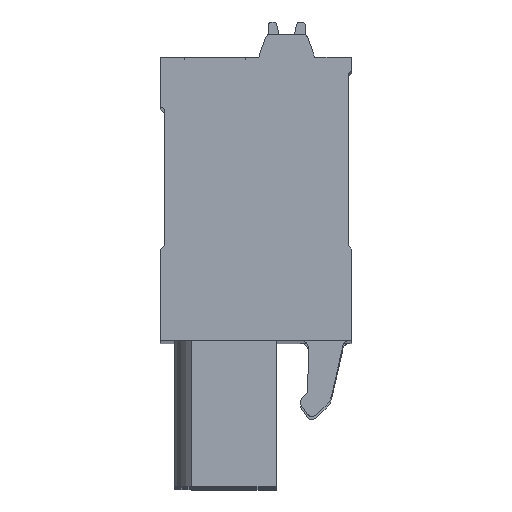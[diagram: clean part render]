
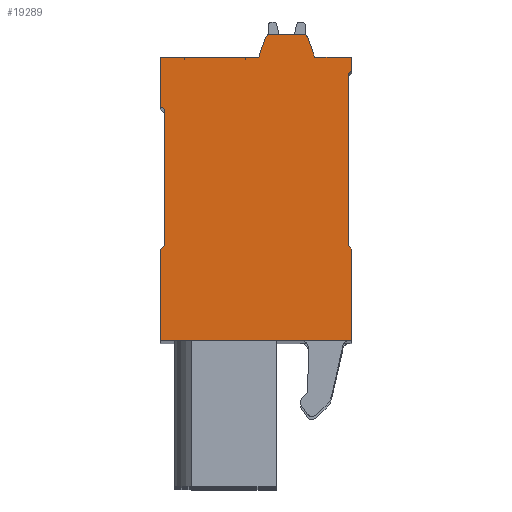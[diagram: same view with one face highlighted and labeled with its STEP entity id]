
A CAD part, top view. The second image highlights one B-rep face of the part: STEP entity #19289.
In plain terms, the highlighted planar face has unit normal (0, 0, 1).
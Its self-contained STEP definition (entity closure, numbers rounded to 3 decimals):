
#79=DIRECTION('',(1.,0.,0.));
#80=VECTOR('',#79,10.9);
#81=CARTESIAN_POINT('',(2.897,12.335,2.54));
#82=LINE('',#81,#80);
#2501=DIRECTION('',(0.,-1.,0.));
#2502=VECTOR('',#2501,5.2);
#2503=CARTESIAN_POINT('',(2.897,17.535,2.54));
#2504=LINE('',#2503,#2502);
#2505=DIRECTION('',(-0.781,-0.625,0.));
#2506=VECTOR('',#2505,0.32);
#2507=CARTESIAN_POINT('',(3.147,17.735,2.54));
#2508=LINE('',#2507,#2506);
#2509=DIRECTION('',(0.,-1.,0.));
#2510=VECTOR('',#2509,7.75);
#2511=CARTESIAN_POINT('',(3.147,25.485,2.54));
#2512=LINE('',#2511,#2510);
#2513=DIRECTION('',(0.781,-0.625,0.));
#2514=VECTOR('',#2513,0.32);
#2515=CARTESIAN_POINT('',(2.897,25.685,2.54));
#2516=LINE('',#2515,#2514);
#2517=DIRECTION('',(0.,-1.,0.));
#2518=VECTOR('',#2517,2.8);
#2519=CARTESIAN_POINT('',(2.897,28.485,2.54));
#2520=LINE('',#2519,#2518);
#2521=DIRECTION('',(-1.,0.,0.));
#2522=VECTOR('',#2521,5.6);
#2523=CARTESIAN_POINT('',(8.497,28.485,2.54));
#2524=LINE('',#2523,#2522);
#2525=DIRECTION('',(-0.342,-0.94,0.));
#2526=VECTOR('',#2525,1.173);
#2527=CARTESIAN_POINT('',(8.899,29.588,2.54));
#2528=LINE('',#2527,#2526);
#2529=CARTESIAN_POINT('',(9.181,29.485,2.54));
#2530=DIRECTION('',(0.,0.,1.));
#2531=DIRECTION('',(0.,1.,0.));
#2532=AXIS2_PLACEMENT_3D('',#2529,#2530,#2531);
#2534=DIRECTION('',(-1.,0.,0.));
#2535=VECTOR('',#2534,1.834);
#2536=CARTESIAN_POINT('',(11.014,29.785,2.54));
#2537=LINE('',#2536,#2535);
#2538=CARTESIAN_POINT('',(11.014,29.485,2.54));
#2539=DIRECTION('',(0.,0.,1.));
#2540=DIRECTION('',(0.94,0.342,0.));
#2541=AXIS2_PLACEMENT_3D('',#2538,#2539,#2540);
#2543=DIRECTION('',(-0.342,0.94,0.));
#2544=VECTOR('',#2543,1.173);
#2545=CARTESIAN_POINT('',(11.697,28.485,2.54));
#2546=LINE('',#2545,#2544);
#2547=DIRECTION('',(-1.,0.,0.));
#2548=VECTOR('',#2547,2.1);
#2549=CARTESIAN_POINT('',(13.797,28.485,2.54));
#2550=LINE('',#2549,#2548);
#2551=DIRECTION('',(0.,1.,0.));
#2552=VECTOR('',#2551,0.75);
#2553=CARTESIAN_POINT('',(13.797,27.735,2.54));
#2554=LINE('',#2553,#2552);
#2555=DIRECTION('',(0.707,0.707,0.));
#2556=VECTOR('',#2555,0.283);
#2557=CARTESIAN_POINT('',(13.597,27.535,2.54));
#2558=LINE('',#2557,#2556);
#2559=DIRECTION('',(0.,1.,0.));
#2560=VECTOR('',#2559,9.8);
#2561=CARTESIAN_POINT('',(13.597,17.735,2.54));
#2562=LINE('',#2561,#2560);
#2563=DIRECTION('',(-0.707,0.707,0.));
#2564=VECTOR('',#2563,0.283);
#2565=CARTESIAN_POINT('',(13.797,17.535,2.54));
#2566=LINE('',#2565,#2564);
#2567=DIRECTION('',(0.,1.,0.));
#2568=VECTOR('',#2567,5.2);
#2569=CARTESIAN_POINT('',(13.797,12.335,2.54));
#2570=LINE('',#2569,#2568);
#13389=CARTESIAN_POINT('',(2.897,28.485,2.54));
#13390=CARTESIAN_POINT('',(2.897,25.685,2.54));
#13391=VERTEX_POINT('',#13389);
#13392=VERTEX_POINT('',#13390);
#13393=CARTESIAN_POINT('',(3.147,25.485,2.54));
#13394=VERTEX_POINT('',#13393);
#13395=CARTESIAN_POINT('',(3.147,17.735,2.54));
#13396=VERTEX_POINT('',#13395);
#13397=CARTESIAN_POINT('',(2.897,17.535,2.54));
#13398=VERTEX_POINT('',#13397);
#13399=CARTESIAN_POINT('',(2.897,12.335,2.54));
#13400=VERTEX_POINT('',#13399);
#13401=CARTESIAN_POINT('',(13.797,12.335,2.54));
#13402=CARTESIAN_POINT('',(13.797,17.535,2.54));
#13403=VERTEX_POINT('',#13401);
#13404=VERTEX_POINT('',#13402);
#13405=CARTESIAN_POINT('',(13.597,17.735,2.54));
#13406=VERTEX_POINT('',#13405);
#13407=CARTESIAN_POINT('',(13.597,27.535,2.54));
#13408=VERTEX_POINT('',#13407);
#13409=CARTESIAN_POINT('',(13.797,27.735,2.54));
#13410=VERTEX_POINT('',#13409);
#13411=CARTESIAN_POINT('',(13.797,28.485,2.54));
#13412=VERTEX_POINT('',#13411);
#13413=CARTESIAN_POINT('',(11.697,28.485,2.54));
#13414=VERTEX_POINT('',#13413);
#13415=CARTESIAN_POINT('',(11.296,29.588,2.54));
#13416=VERTEX_POINT('',#13415);
#13417=CARTESIAN_POINT('',(11.014,29.785,2.54));
#13418=VERTEX_POINT('',#13417);
#13419=CARTESIAN_POINT('',(9.181,29.785,2.54));
#13420=VERTEX_POINT('',#13419);
#13421=CARTESIAN_POINT('',(8.899,29.588,2.54));
#13422=VERTEX_POINT('',#13421);
#13423=CARTESIAN_POINT('',(8.497,28.485,2.54));
#13424=VERTEX_POINT('',#13423);
#19256=CARTESIAN_POINT('',(0.,0.,2.54));
#19257=DIRECTION('',(0.,0.,1.));
#19258=DIRECTION('',(1.,0.,0.));
#19259=AXIS2_PLACEMENT_3D('',#19256,#19257,#19258);
#19260=PLANE('',#19259);
#19261=ORIENTED_EDGE('',*,*,#17421,.F.);
#19262=ORIENTED_EDGE('',*,*,#17634,.F.);
#19263=ORIENTED_EDGE('',*,*,#17648,.F.);
#19264=ORIENTED_EDGE('',*,*,#17662,.F.);
#19265=ORIENTED_EDGE('',*,*,#17676,.F.);
#19266=ORIENTED_EDGE('',*,*,#17690,.F.);
#19267=ORIENTED_EDGE('',*,*,#17718,.F.);
#19269=ORIENTED_EDGE('',*,*,#19268,.F.);
#19271=ORIENTED_EDGE('',*,*,#19270,.F.);
#19273=ORIENTED_EDGE('',*,*,#19272,.F.);
#19274=ORIENTED_EDGE('',*,*,#18920,.F.);
#19275=ORIENTED_EDGE('',*,*,#18559,.F.);
#19276=ORIENTED_EDGE('',*,*,#17710,.F.);
#19278=ORIENTED_EDGE('',*,*,#19277,.F.);
#19280=ORIENTED_EDGE('',*,*,#19279,.F.);
#19282=ORIENTED_EDGE('',*,*,#19281,.F.);
#19284=ORIENTED_EDGE('',*,*,#19283,.F.);
#19286=ORIENTED_EDGE('',*,*,#19285,.F.);
#19287=EDGE_LOOP('',(#19261,#19262,#19263,#19264,#19265,#19266,#19267,#19269,
#19271,#19273,#19274,#19275,#19276,#19278,#19280,#19282,#19284,#19286));
#19288=FACE_OUTER_BOUND('',#19287,.F.);
#19289=ADVANCED_FACE('',(#19288),#19260,.T.);
#2533=CIRCLE('',#2532,0.3);
#2542=CIRCLE('',#2541,0.3);
#17421=EDGE_CURVE('',#13400,#13403,#82,.T.);
#17634=EDGE_CURVE('',#13398,#13400,#2504,.T.);
#17648=EDGE_CURVE('',#13396,#13398,#2508,.T.);
#17662=EDGE_CURVE('',#13394,#13396,#2512,.T.);
#17676=EDGE_CURVE('',#13392,#13394,#2516,.T.);
#17690=EDGE_CURVE('',#13391,#13392,#2520,.T.);
#17710=EDGE_CURVE('',#13412,#13414,#2550,.T.);
#17718=EDGE_CURVE('',#13424,#13391,#2524,.T.);
#18559=EDGE_CURVE('',#13414,#13416,#2546,.T.);
#18920=EDGE_CURVE('',#13416,#13418,#2542,.T.);
#19268=EDGE_CURVE('',#13422,#13424,#2528,.T.);
#19270=EDGE_CURVE('',#13420,#13422,#2533,.T.);
#19272=EDGE_CURVE('',#13418,#13420,#2537,.T.);
#19277=EDGE_CURVE('',#13410,#13412,#2554,.T.);
#19279=EDGE_CURVE('',#13408,#13410,#2558,.T.);
#19281=EDGE_CURVE('',#13406,#13408,#2562,.T.);
#19283=EDGE_CURVE('',#13404,#13406,#2566,.T.);
#19285=EDGE_CURVE('',#13403,#13404,#2570,.T.);
